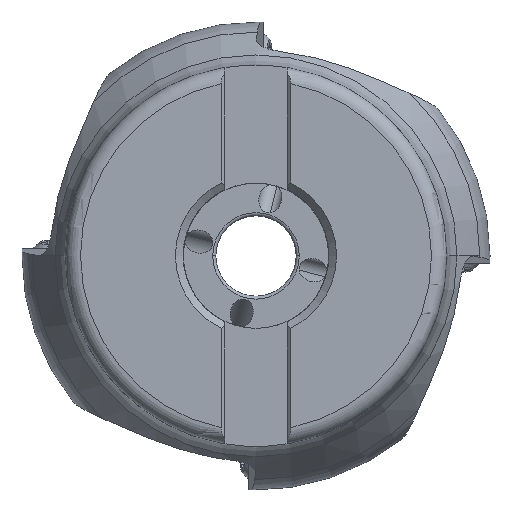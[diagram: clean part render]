
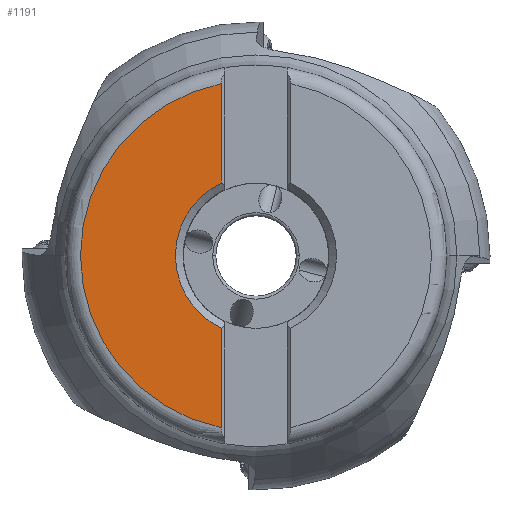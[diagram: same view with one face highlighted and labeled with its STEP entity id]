
A CAD part, top view. The second image highlights one B-rep face of the part: STEP entity #1191.
In plain terms, the highlighted planar face has unit normal (0, 0, 1).
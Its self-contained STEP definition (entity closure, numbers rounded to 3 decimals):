
#251=PLANE('',#8177);
#395=LINE('',#12213,#798);
#396=LINE('',#12214,#799);
#798=VECTOR('',#9252,1.);
#799=VECTOR('',#9253,1.);
#1191=ADVANCED_FACE('',(#1754),#251,.T.);
#1754=FACE_OUTER_BOUND('',#2146,.T.);
#2146=EDGE_LOOP('',(#3241,#3242,#3243,#3244,#3245,#3246));
#2573=CIRCLE('',#8170,10.56);
#2576=CIRCLE('',#8173,10.56);
#2577=CIRCLE('',#8175,23.);
#2578=CIRCLE('',#8176,23.);
#3241=ORIENTED_EDGE('',*,*,#6491,.T.);
#3242=ORIENTED_EDGE('',*,*,#6492,.F.);
#3243=ORIENTED_EDGE('',*,*,#6484,.T.);
#3244=ORIENTED_EDGE('',*,*,#6490,.T.);
#3245=ORIENTED_EDGE('',*,*,#6493,.F.);
#3246=ORIENTED_EDGE('',*,*,#6494,.T.);
#5598=VERTEX_POINT('',#12182);
#5599=VERTEX_POINT('',#12183);
#5603=VERTEX_POINT('',#12207);
#5604=VERTEX_POINT('',#12211);
#5605=VERTEX_POINT('',#12212);
#5606=VERTEX_POINT('',#12215);
#6484=EDGE_CURVE('',#5598,#5599,#2573,.T.);
#6490=EDGE_CURVE('',#5599,#5603,#2576,.T.);
#6491=EDGE_CURVE('',#5604,#5605,#2577,.T.);
#6492=EDGE_CURVE('',#5598,#5605,#395,.T.);
#6493=EDGE_CURVE('',#5606,#5603,#396,.T.);
#6494=EDGE_CURVE('',#5606,#5604,#2578,.T.);
#8170=AXIS2_PLACEMENT_3D('',#12181,#9240,#9241);
#8173=AXIS2_PLACEMENT_3D('',#12208,#9246,#9247);
#8175=AXIS2_PLACEMENT_3D('',#12210,#9250,#9251);
#8176=AXIS2_PLACEMENT_3D('',#12216,#9254,#9255);
#8177=AXIS2_PLACEMENT_3D('',#12217,#9256,#9257);
#9240=DIRECTION('',(0.,0.,-1.));
#9241=DIRECTION('',(-0.432,-0.902,0.));
#9246=DIRECTION('',(0.,0.,-1.));
#9247=DIRECTION('',(-1.,0.,0.));
#9250=DIRECTION('',(0.,0.,1.));
#9251=DIRECTION('',(-1.,0.001,0.));
#9252=DIRECTION('',(0.,-1.,0.));
#9253=DIRECTION('',(0.,-1.,0.));
#9254=DIRECTION('',(0.,0.,1.));
#9255=DIRECTION('',(-0.198,0.98,0.));
#9256=DIRECTION('',(0.,0.,1.));
#9257=DIRECTION('',(1.,0.,0.));
#12181=CARTESIAN_POINT('',(0.,0.,0.));
#12182=CARTESIAN_POINT('',(-4.565,-9.522,0.));
#12183=CARTESIAN_POINT('',(-10.56,0.,0.));
#12207=CARTESIAN_POINT('',(-4.565,9.522,0.));
#12208=CARTESIAN_POINT('',(0.,0.,0.));
#12210=CARTESIAN_POINT('',(0.,0.,0.));
#12211=CARTESIAN_POINT('',(-23.,0.02,0.));
#12212=CARTESIAN_POINT('',(-4.565,-22.542,0.));
#12213=CARTESIAN_POINT('',(-4.565,-9.522,0.));
#12214=CARTESIAN_POINT('',(-4.565,22.542,0.));
#12215=CARTESIAN_POINT('',(-4.565,22.542,0.));
#12216=CARTESIAN_POINT('',(0.,0.,0.));
#12217=CARTESIAN_POINT('',(-13.783,0.,0.));
